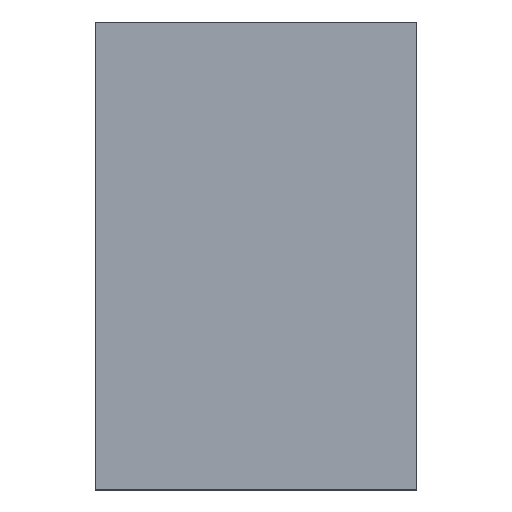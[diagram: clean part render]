
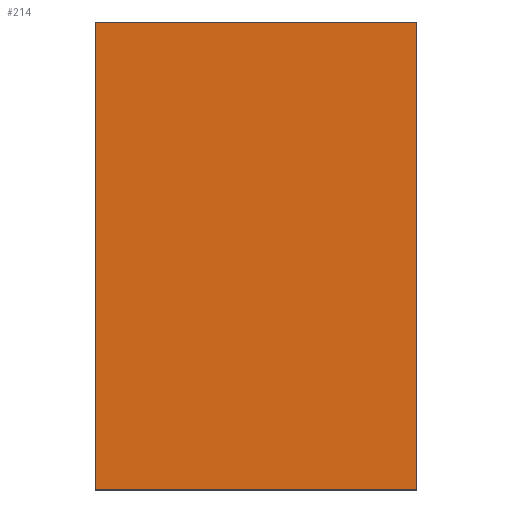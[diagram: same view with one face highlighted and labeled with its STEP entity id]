
A CAD part, top view. The second image highlights one B-rep face of the part: STEP entity #214.
In plain terms, the highlighted free-form (B-spline) face has degree [1, 1] with [2, 2] control points.
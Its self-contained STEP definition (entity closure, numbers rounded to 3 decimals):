
#9 = VERTEX_POINT ( 'NONE', #221 ) ;
#11 = EDGE_LOOP ( 'NONE', ( #187, #31, #223, #87 ) ) ;
#18 = B_SPLINE_CURVE_WITH_KNOTS ( 'NONE', 1,
 ( #154, #115 ),
 .UNSPECIFIED., .F., .F.,
 ( 2, 2 ),
 ( 0., 1. ),
 .UNSPECIFIED. ) ;
#19 = CARTESIAN_POINT ( 'NONE',  ( 63., 4.129, 0. ) ) ;
#25 = CARTESIAN_POINT ( 'NONE',  ( 8., 4.129, 0. ) ) ;
#27 = CARTESIAN_POINT ( 'NONE',  ( 63., 4.129, 0. ) ) ;
#31 = ORIENTED_EDGE ( 'NONE', *, *, #94, .F. ) ;
#43 = VERTEX_POINT ( 'NONE', #59 ) ;
#44 = EDGE_CURVE ( 'NONE', #102, #43, #169, .T. ) ;
#48 = CARTESIAN_POINT ( 'NONE',  ( 8., -75.871, 0. ) ) ;
#59 = CARTESIAN_POINT ( 'NONE',  ( 8., -75.871, 0. ) ) ;
#62 = CARTESIAN_POINT ( 'NONE',  ( 8., -75.871, 0. ) ) ;
#65 = EDGE_CURVE ( 'NONE', #102, #171, #18, .T. ) ;
#67 = B_SPLINE_SURFACE_WITH_KNOTS ( 'NONE', 1, 1, ( 
 ( #62, #155 ),
 ( #138, #210 ) ),
 .UNSPECIFIED., .F., .F., .F.,
 ( 2, 2 ),
 ( 2, 2 ),
 ( 0., 1. ),
 ( 0., 1. ),
 .UNSPECIFIED. ) ;
#74 = CARTESIAN_POINT ( 'NONE',  ( 63., -75.871, 0. ) ) ;
#76 = CARTESIAN_POINT ( 'NONE',  ( 63., -75.871, 0. ) ) ;
#80 = B_SPLINE_CURVE_WITH_KNOTS ( 'NONE', 1,
 ( #48, #25 ),
 .UNSPECIFIED., .F., .F.,
 ( 2, 2 ),
 ( 0., 1. ),
 .UNSPECIFIED. ) ;
#87 = ORIENTED_EDGE ( 'NONE', *, *, #44, .F. ) ;
#94 = EDGE_CURVE ( 'NONE', #9, #171, #199, .T. ) ;
#100 = CARTESIAN_POINT ( 'NONE',  ( 8., -75.871, 0. ) ) ;
#102 = VERTEX_POINT ( 'NONE', #76 ) ;
#105 = FACE_OUTER_BOUND ( 'NONE', #11, .T. ) ;
#112 = EDGE_CURVE ( 'NONE', #43, #9, #80, .T. ) ;
#115 = CARTESIAN_POINT ( 'NONE',  ( 63., 4.129, 0. ) ) ;
#138 = CARTESIAN_POINT ( 'NONE',  ( 63., -75.871, 0. ) ) ;
#154 = CARTESIAN_POINT ( 'NONE',  ( 63., -75.871, 0. ) ) ;
#155 = CARTESIAN_POINT ( 'NONE',  ( 8., 4.129, 0. ) ) ;
#169 = B_SPLINE_CURVE_WITH_KNOTS ( 'NONE', 1,
 ( #74, #100 ),
 .UNSPECIFIED., .F., .F.,
 ( 2, 2 ),
 ( 0., 1. ),
 .UNSPECIFIED. ) ;
#171 = VERTEX_POINT ( 'NONE', #27 ) ;
#187 = ORIENTED_EDGE ( 'NONE', *, *, #65, .T. ) ;
#199 = B_SPLINE_CURVE_WITH_KNOTS ( 'NONE', 1,
 ( #203, #19 ),
 .UNSPECIFIED., .F., .F.,
 ( 2, 2 ),
 ( 0., 1. ),
 .UNSPECIFIED. ) ;
#203 = CARTESIAN_POINT ( 'NONE',  ( 8., 4.129, 0. ) ) ;
#210 = CARTESIAN_POINT ( 'NONE',  ( 63., 4.129, 0. ) ) ;
#214 = ADVANCED_FACE ( 'NONE', ( #105 ), #67, .T. ) ;
#221 = CARTESIAN_POINT ( 'NONE',  ( 8., 4.129, 0. ) ) ;
#223 = ORIENTED_EDGE ( 'NONE', *, *, #112, .F. ) ;
